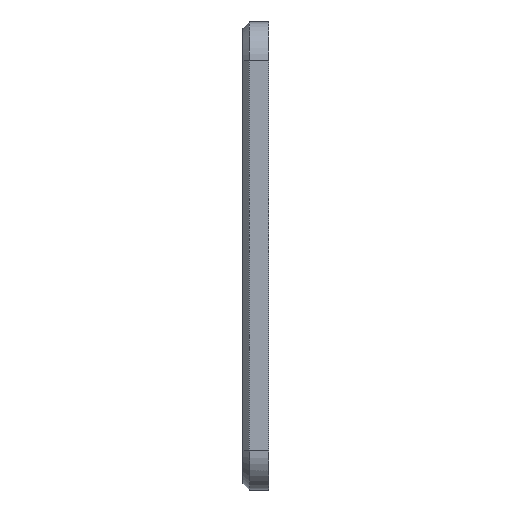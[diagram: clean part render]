
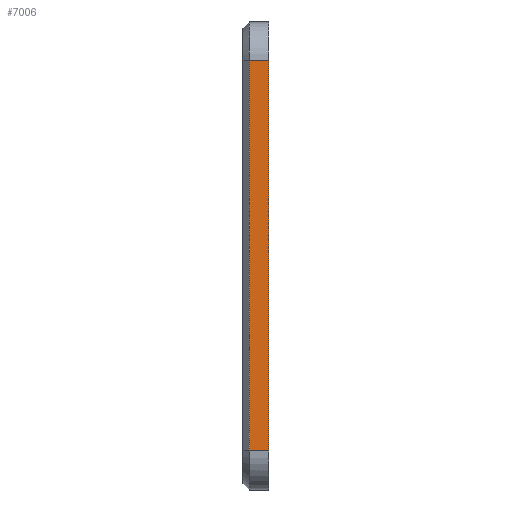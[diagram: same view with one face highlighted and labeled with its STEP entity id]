
A CAD part, left-side view. The second image highlights one B-rep face of the part: STEP entity #7006.
In plain terms, the highlighted planar face has unit normal (-1, 0, 0).
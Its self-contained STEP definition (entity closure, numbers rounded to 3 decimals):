
#50 = LINE ( 'NONE', #3751, #7121 ) ;
#247 = VERTEX_POINT ( 'NONE', #1272 ) ;
#264 = ORIENTED_EDGE ( 'NONE', *, *, #463, .T. ) ;
#463 = EDGE_CURVE ( 'NONE', #4698, #6105, #3840, .T. ) ;
#734 = EDGE_LOOP ( 'NONE', ( #5582, #6081, #264, #1633 ) ) ;
#782 = CARTESIAN_POINT ( 'NONE',  ( -22.2, 2., -15. ) ) ;
#1272 = CARTESIAN_POINT ( 'NONE',  ( -22.2, 1.5, 15. ) ) ;
#1633 = ORIENTED_EDGE ( 'NONE', *, *, #4409, .T. ) ;
#2440 = EDGE_CURVE ( 'NONE', #247, #4727, #6388, .T. ) ;
#2511 = AXIS2_PLACEMENT_3D ( 'NONE', #2959, #5908, #5421 ) ;
#2959 = CARTESIAN_POINT ( 'NONE',  ( -22.2, 2., -15. ) ) ;
#3436 = CARTESIAN_POINT ( 'NONE',  ( -22.2, 0., 15. ) ) ;
#3515 = CARTESIAN_POINT ( 'NONE',  ( -22.2, 1.5, -15. ) ) ;
#3751 = CARTESIAN_POINT ( 'NONE',  ( -22.2, 1.5, -15. ) ) ;
#3840 = LINE ( 'NONE', #782, #6707 ) ;
#4409 = EDGE_CURVE ( 'NONE', #6105, #4727, #7707, .T. ) ;
#4659 = FACE_OUTER_BOUND ( 'NONE', #734, .T. ) ;
#4698 = VERTEX_POINT ( 'NONE', #3515 ) ;
#4727 = VERTEX_POINT ( 'NONE', #3436 ) ;
#5128 = DIRECTION ( 'NONE',  ( 0., -1., 0. ) ) ;
#5192 = VECTOR ( 'NONE', #5839, 1000. ) ;
#5384 = PLANE ( 'NONE',  #2511 ) ;
#5421 = DIRECTION ( 'NONE',  ( 0., 0., -1. ) ) ;
#5582 = ORIENTED_EDGE ( 'NONE', *, *, #2440, .F. ) ;
#5715 = CARTESIAN_POINT ( 'NONE',  ( -22.2, 0., -15. ) ) ;
#5822 = VECTOR ( 'NONE', #7739, 1000. ) ;
#5839 = DIRECTION ( 'NONE',  ( 0., 0., 1. ) ) ;
#5908 = DIRECTION ( 'NONE',  ( 1., 0., 0. ) ) ;
#6081 = ORIENTED_EDGE ( 'NONE', *, *, #6615, .T. ) ;
#6105 = VERTEX_POINT ( 'NONE', #5715 ) ;
#6388 = LINE ( 'NONE', #6536, #5822 ) ;
#6398 = CARTESIAN_POINT ( 'NONE',  ( -22.2, 0., -15. ) ) ;
#6536 = CARTESIAN_POINT ( 'NONE',  ( -22.2, 2., 15. ) ) ;
#6615 = EDGE_CURVE ( 'NONE', #247, #4698, #50, .T. ) ;
#6707 = VECTOR ( 'NONE', #5128, 1000. ) ;
#7006 = ADVANCED_FACE ( 'NONE', ( #4659 ), #5384, .F. ) ;
#7121 = VECTOR ( 'NONE', #7925, 1000. ) ;
#7707 = LINE ( 'NONE', #6398, #5192 ) ;
#7739 = DIRECTION ( 'NONE',  ( 0., -1., 0. ) ) ;
#7925 = DIRECTION ( 'NONE',  ( 0., 0., -1. ) ) ;
